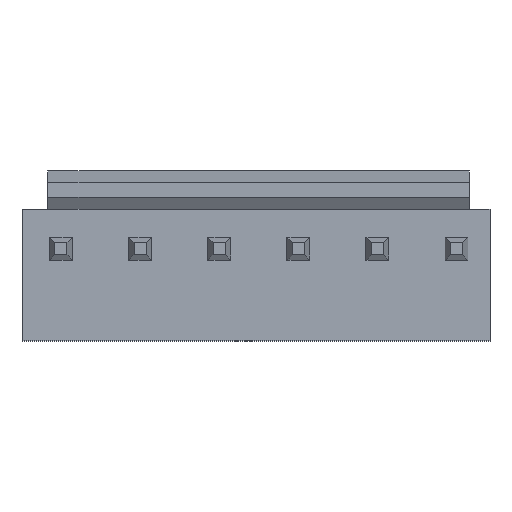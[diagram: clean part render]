
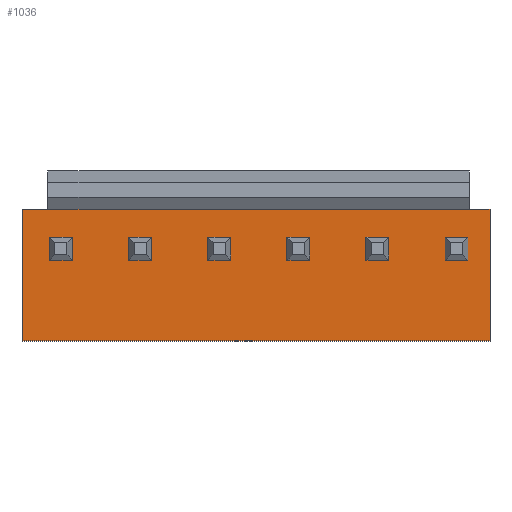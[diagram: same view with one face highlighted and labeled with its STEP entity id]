
A CAD part, top view. The second image highlights one B-rep face of the part: STEP entity #1036.
In plain terms, the highlighted planar face has unit normal (0, 0, 1).
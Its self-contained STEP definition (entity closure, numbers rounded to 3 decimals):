
#53=FACE_BOUND('',#133,.T.);
#54=FACE_BOUND('',#134,.T.);
#55=FACE_BOUND('',#135,.T.);
#56=FACE_BOUND('',#136,.T.);
#57=FACE_BOUND('',#137,.T.);
#58=FACE_BOUND('',#138,.T.);
#72=FACE_OUTER_BOUND('',#132,.T.);
#132=EDGE_LOOP('',(#769,#770,#771,#772,#773,#774));
#133=EDGE_LOOP('',(#775,#776,#777,#778));
#134=EDGE_LOOP('',(#779,#780,#781,#782));
#135=EDGE_LOOP('',(#783,#784,#785,#786));
#136=EDGE_LOOP('',(#787,#788,#789,#790));
#137=EDGE_LOOP('',(#791,#792,#793,#794));
#138=EDGE_LOOP('',(#795,#796,#797,#798));
#212=LINE('',#1505,#352);
#215=LINE('',#1511,#355);
#218=LINE('',#1517,#358);
#221=LINE('',#1523,#361);
#224=LINE('',#1529,#364);
#227=LINE('',#1535,#367);
#233=LINE('',#1547,#373);
#236=LINE('',#1552,#376);
#238=LINE('',#1556,#378);
#239=LINE('',#1559,#379);
#242=LINE('',#1564,#382);
#243=LINE('',#1567,#383);
#244=LINE('',#1569,#384);
#245=LINE('',#1570,#385);
#246=LINE('',#1571,#386);
#247=LINE('',#1573,#387);
#248=LINE('',#1575,#388);
#249=LINE('',#1576,#389);
#250=LINE('',#1578,#390);
#251=LINE('',#1580,#391);
#252=LINE('',#1581,#392);
#253=LINE('',#1583,#393);
#254=LINE('',#1585,#394);
#255=LINE('',#1586,#395);
#256=LINE('',#1588,#396);
#257=LINE('',#1590,#397);
#258=LINE('',#1591,#398);
#259=LINE('',#1593,#399);
#260=LINE('',#1595,#400);
#261=LINE('',#1596,#401);
#352=VECTOR('',#1207,1000.);
#355=VECTOR('',#1212,1000.);
#358=VECTOR('',#1217,1000.);
#361=VECTOR('',#1222,1000.);
#364=VECTOR('',#1227,1000.);
#367=VECTOR('',#1232,1000.);
#373=VECTOR('',#1242,1000.);
#376=VECTOR('',#1247,1000.);
#378=VECTOR('',#1251,1000.);
#379=VECTOR('',#1254,1000.);
#382=VECTOR('',#1259,1000.);
#383=VECTOR('',#1262,1000.);
#384=VECTOR('',#1263,1000.);
#385=VECTOR('',#1264,1000.);
#386=VECTOR('',#1265,1000.);
#387=VECTOR('',#1266,1000.);
#388=VECTOR('',#1267,1000.);
#389=VECTOR('',#1268,1000.);
#390=VECTOR('',#1269,1000.);
#391=VECTOR('',#1270,1000.);
#392=VECTOR('',#1271,1000.);
#393=VECTOR('',#1272,1000.);
#394=VECTOR('',#1273,1000.);
#395=VECTOR('',#1274,1000.);
#396=VECTOR('',#1275,1000.);
#397=VECTOR('',#1276,1000.);
#398=VECTOR('',#1277,1000.);
#399=VECTOR('',#1278,1000.);
#400=VECTOR('',#1279,1000.);
#401=VECTOR('',#1280,1000.);
#491=VERTEX_POINT('',#1502);
#492=VERTEX_POINT('',#1504);
#493=VERTEX_POINT('',#1508);
#494=VERTEX_POINT('',#1510);
#495=VERTEX_POINT('',#1514);
#496=VERTEX_POINT('',#1516);
#497=VERTEX_POINT('',#1520);
#498=VERTEX_POINT('',#1522);
#499=VERTEX_POINT('',#1526);
#500=VERTEX_POINT('',#1528);
#501=VERTEX_POINT('',#1532);
#502=VERTEX_POINT('',#1534);
#505=VERTEX_POINT('',#1544);
#506=VERTEX_POINT('',#1546);
#507=VERTEX_POINT('',#1550);
#508=VERTEX_POINT('',#1554);
#509=VERTEX_POINT('',#1558);
#510=VERTEX_POINT('',#1562);
#511=VERTEX_POINT('',#1566);
#512=VERTEX_POINT('',#1568);
#513=VERTEX_POINT('',#1572);
#514=VERTEX_POINT('',#1574);
#515=VERTEX_POINT('',#1577);
#516=VERTEX_POINT('',#1579);
#517=VERTEX_POINT('',#1582);
#518=VERTEX_POINT('',#1584);
#519=VERTEX_POINT('',#1587);
#520=VERTEX_POINT('',#1589);
#521=VERTEX_POINT('',#1592);
#522=VERTEX_POINT('',#1594);
#582=EDGE_CURVE('',#492,#491,#212,.T.);
#585=EDGE_CURVE('',#494,#493,#215,.T.);
#588=EDGE_CURVE('',#496,#495,#218,.T.);
#591=EDGE_CURVE('',#498,#497,#221,.T.);
#594=EDGE_CURVE('',#500,#499,#224,.T.);
#597=EDGE_CURVE('',#502,#501,#227,.T.);
#603=EDGE_CURVE('',#506,#505,#233,.T.);
#606=EDGE_CURVE('',#505,#507,#236,.T.);
#608=EDGE_CURVE('',#508,#507,#238,.T.);
#609=EDGE_CURVE('',#509,#492,#239,.T.);
#612=EDGE_CURVE('',#491,#510,#242,.T.);
#613=EDGE_CURVE('',#506,#511,#243,.T.);
#614=EDGE_CURVE('',#512,#508,#244,.T.);
#615=EDGE_CURVE('',#511,#512,#245,.T.);
#616=EDGE_CURVE('',#509,#510,#246,.T.);
#617=EDGE_CURVE('',#513,#493,#247,.T.);
#618=EDGE_CURVE('',#513,#514,#248,.T.);
#619=EDGE_CURVE('',#494,#514,#249,.T.);
#620=EDGE_CURVE('',#515,#495,#250,.T.);
#621=EDGE_CURVE('',#515,#516,#251,.T.);
#622=EDGE_CURVE('',#496,#516,#252,.T.);
#623=EDGE_CURVE('',#517,#497,#253,.T.);
#624=EDGE_CURVE('',#517,#518,#254,.T.);
#625=EDGE_CURVE('',#498,#518,#255,.T.);
#626=EDGE_CURVE('',#519,#499,#256,.T.);
#627=EDGE_CURVE('',#519,#520,#257,.T.);
#628=EDGE_CURVE('',#500,#520,#258,.T.);
#629=EDGE_CURVE('',#521,#501,#259,.T.);
#630=EDGE_CURVE('',#521,#522,#260,.T.);
#631=EDGE_CURVE('',#502,#522,#261,.T.);
#769=ORIENTED_EDGE('',*,*,#613,.F.);
#770=ORIENTED_EDGE('',*,*,#603,.T.);
#771=ORIENTED_EDGE('',*,*,#606,.T.);
#772=ORIENTED_EDGE('',*,*,#608,.F.);
#773=ORIENTED_EDGE('',*,*,#614,.F.);
#774=ORIENTED_EDGE('',*,*,#615,.F.);
#775=ORIENTED_EDGE('',*,*,#616,.F.);
#776=ORIENTED_EDGE('',*,*,#609,.T.);
#777=ORIENTED_EDGE('',*,*,#582,.T.);
#778=ORIENTED_EDGE('',*,*,#612,.T.);
#779=ORIENTED_EDGE('',*,*,#585,.T.);
#780=ORIENTED_EDGE('',*,*,#617,.F.);
#781=ORIENTED_EDGE('',*,*,#618,.T.);
#782=ORIENTED_EDGE('',*,*,#619,.F.);
#783=ORIENTED_EDGE('',*,*,#588,.T.);
#784=ORIENTED_EDGE('',*,*,#620,.F.);
#785=ORIENTED_EDGE('',*,*,#621,.T.);
#786=ORIENTED_EDGE('',*,*,#622,.F.);
#787=ORIENTED_EDGE('',*,*,#591,.T.);
#788=ORIENTED_EDGE('',*,*,#623,.F.);
#789=ORIENTED_EDGE('',*,*,#624,.T.);
#790=ORIENTED_EDGE('',*,*,#625,.F.);
#791=ORIENTED_EDGE('',*,*,#594,.T.);
#792=ORIENTED_EDGE('',*,*,#626,.F.);
#793=ORIENTED_EDGE('',*,*,#627,.T.);
#794=ORIENTED_EDGE('',*,*,#628,.F.);
#795=ORIENTED_EDGE('',*,*,#597,.T.);
#796=ORIENTED_EDGE('',*,*,#629,.F.);
#797=ORIENTED_EDGE('',*,*,#630,.T.);
#798=ORIENTED_EDGE('',*,*,#631,.F.);
#982=PLANE('',#1117);
#1036=ADVANCED_FACE('',(#72,#53,#54,#55,#56,#57,#58),#982,.F.);
#1117=AXIS2_PLACEMENT_3D('',#1565,#1260,#1261);
#1207=DIRECTION('',(0.,1.,0.));
#1212=DIRECTION('',(0.,1.,0.));
#1217=DIRECTION('',(0.,1.,0.));
#1222=DIRECTION('',(0.,1.,0.));
#1227=DIRECTION('',(0.,1.,0.));
#1232=DIRECTION('',(0.,1.,0.));
#1242=DIRECTION('',(0.,-1.,0.));
#1247=DIRECTION('',(1.,0.,0.));
#1251=DIRECTION('',(0.,-1.,0.));
#1254=DIRECTION('',(-1.,0.,0.));
#1259=DIRECTION('',(1.,0.,0.));
#1260=DIRECTION('center_axis',(0.,0.,-1.));
#1261=DIRECTION('ref_axis',(-1.,0.,0.));
#1262=DIRECTION('',(1.,0.,0.));
#1263=DIRECTION('',(1.,0.,0.));
#1264=DIRECTION('',(1.,0.,0.));
#1265=DIRECTION('',(0.,1.,0.));
#1266=DIRECTION('',(-1.,0.,0.));
#1267=DIRECTION('',(0.,-1.,0.));
#1268=DIRECTION('',(1.,0.,0.));
#1269=DIRECTION('',(-1.,0.,0.));
#1270=DIRECTION('',(0.,-1.,0.));
#1271=DIRECTION('',(1.,0.,0.));
#1272=DIRECTION('',(-1.,0.,0.));
#1273=DIRECTION('',(0.,-1.,0.));
#1274=DIRECTION('',(1.,0.,0.));
#1275=DIRECTION('',(-1.,0.,0.));
#1276=DIRECTION('',(0.,-1.,0.));
#1277=DIRECTION('',(1.,0.,0.));
#1278=DIRECTION('',(-1.,0.,0.));
#1279=DIRECTION('',(0.,-1.,0.));
#1280=DIRECTION('',(1.,0.,0.));
#1502=CARTESIAN_POINT('',(11.31,0.92,3.2));
#1504=CARTESIAN_POINT('',(11.31,-0.22,3.2));
#1505=CARTESIAN_POINT('',(11.31,0.92,3.2));
#1508=CARTESIAN_POINT('',(-8.49,0.92,3.2));
#1510=CARTESIAN_POINT('',(-8.49,-0.22,3.2));
#1511=CARTESIAN_POINT('',(-8.49,-0.22,3.2));
#1514=CARTESIAN_POINT('',(7.35,0.92,3.2));
#1516=CARTESIAN_POINT('',(7.35,-0.22,3.2));
#1517=CARTESIAN_POINT('',(7.35,-0.22,3.2));
#1520=CARTESIAN_POINT('',(3.39,0.92,3.2));
#1522=CARTESIAN_POINT('',(3.39,-0.22,3.2));
#1523=CARTESIAN_POINT('',(3.39,-0.22,3.2));
#1526=CARTESIAN_POINT('',(-0.57,0.92,3.2));
#1528=CARTESIAN_POINT('',(-0.57,-0.22,3.2));
#1529=CARTESIAN_POINT('',(-0.57,-0.22,3.2));
#1532=CARTESIAN_POINT('',(-4.53,0.92,3.2));
#1534=CARTESIAN_POINT('',(-4.53,-0.22,3.2));
#1535=CARTESIAN_POINT('',(-4.53,-0.22,3.2));
#1544=CARTESIAN_POINT('',(-9.87,-4.25,3.2));
#1546=CARTESIAN_POINT('',(-9.87,2.35,3.2));
#1547=CARTESIAN_POINT('',(-9.87,-4.25,3.2));
#1550=CARTESIAN_POINT('',(13.56,-4.25,3.2));
#1552=CARTESIAN_POINT('',(-9.87,-4.25,3.2));
#1554=CARTESIAN_POINT('',(13.56,2.35,3.2));
#1556=CARTESIAN_POINT('',(13.56,0.,3.2));
#1558=CARTESIAN_POINT('',(12.45,-0.22,3.2));
#1559=CARTESIAN_POINT('',(11.31,-0.22,3.2));
#1562=CARTESIAN_POINT('',(12.45,0.92,3.2));
#1564=CARTESIAN_POINT('',(12.45,0.92,3.2));
#1565=CARTESIAN_POINT('Origin',(0.,0.,3.2));
#1566=CARTESIAN_POINT('',(-8.57,2.35,3.2));
#1567=CARTESIAN_POINT('',(0.,2.35,3.2));
#1568=CARTESIAN_POINT('',(12.53,2.35,3.2));
#1569=CARTESIAN_POINT('',(0.,2.35,3.2));
#1570=CARTESIAN_POINT('',(0.,2.35,3.2));
#1571=CARTESIAN_POINT('',(12.45,0.,3.2));
#1572=CARTESIAN_POINT('',(-7.35,0.92,3.2));
#1573=CARTESIAN_POINT('',(0.,0.92,3.2));
#1574=CARTESIAN_POINT('',(-7.35,-0.22,3.2));
#1575=CARTESIAN_POINT('',(-7.35,-0.22,3.2));
#1576=CARTESIAN_POINT('',(0.,-0.22,3.2));
#1577=CARTESIAN_POINT('',(8.49,0.92,3.2));
#1578=CARTESIAN_POINT('',(0.,0.92,3.2));
#1579=CARTESIAN_POINT('',(8.49,-0.22,3.2));
#1580=CARTESIAN_POINT('',(8.49,-0.22,3.2));
#1581=CARTESIAN_POINT('',(0.,-0.22,3.2));
#1582=CARTESIAN_POINT('',(4.53,0.92,3.2));
#1583=CARTESIAN_POINT('',(0.,0.92,3.2));
#1584=CARTESIAN_POINT('',(4.53,-0.22,3.2));
#1585=CARTESIAN_POINT('',(4.53,-0.22,3.2));
#1586=CARTESIAN_POINT('',(0.,-0.22,3.2));
#1587=CARTESIAN_POINT('',(0.57,0.92,3.2));
#1588=CARTESIAN_POINT('',(0.,0.92,3.2));
#1589=CARTESIAN_POINT('',(0.57,-0.22,3.2));
#1590=CARTESIAN_POINT('',(0.57,-0.22,3.2));
#1591=CARTESIAN_POINT('',(0.,-0.22,3.2));
#1592=CARTESIAN_POINT('',(-3.39,0.92,3.2));
#1593=CARTESIAN_POINT('',(0.,0.92,3.2));
#1594=CARTESIAN_POINT('',(-3.39,-0.22,3.2));
#1595=CARTESIAN_POINT('',(-3.39,-0.22,3.2));
#1596=CARTESIAN_POINT('',(0.,-0.22,3.2));
